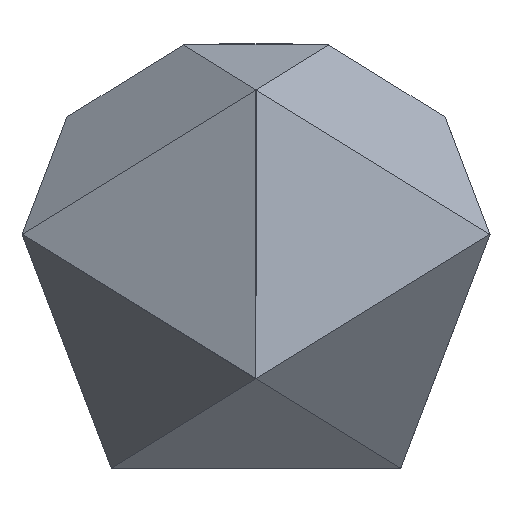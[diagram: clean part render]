
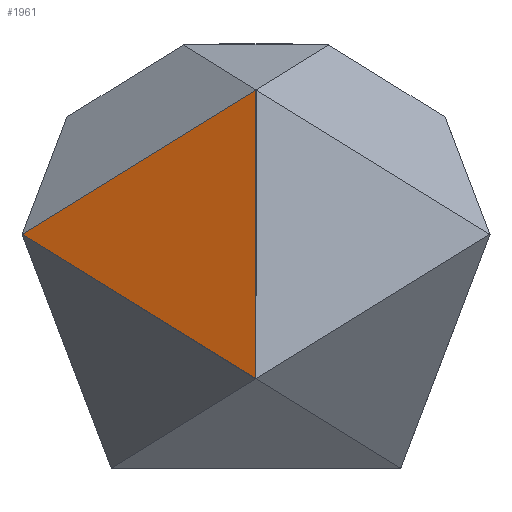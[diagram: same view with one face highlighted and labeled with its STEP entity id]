
A CAD part, left-side view. The second image highlights one B-rep face of the part: STEP entity #1961.
In plain terms, the highlighted planar face has unit normal (-0.934, 0.357, 0).
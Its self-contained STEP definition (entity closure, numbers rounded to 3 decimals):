
#134=FACE_OUTER_BOUND('',#253,.T.);
#253=EDGE_LOOP('',(#1471,#1472,#1473));
#402=LINE('',#2967,#635);
#419=LINE('',#2999,#652);
#422=LINE('',#3006,#655);
#635=VECTOR('',#2399,10.);
#652=VECTOR('',#2428,10.);
#655=VECTOR('',#2439,10.);
#857=VERTEX_POINT('',#2964);
#858=VERTEX_POINT('',#2966);
#867=VERTEX_POINT('',#2997);
#1067=EDGE_CURVE('',#857,#858,#402,.T.);
#1084=EDGE_CURVE('',#867,#857,#419,.T.);
#1087=EDGE_CURVE('',#858,#867,#422,.T.);
#1471=ORIENTED_EDGE('',*,*,#1067,.F.);
#1472=ORIENTED_EDGE('',*,*,#1084,.F.);
#1473=ORIENTED_EDGE('',*,*,#1087,.F.);
#1853=PLANE('',#2119);
#1961=ADVANCED_FACE('',(#134),#1853,.F.);
#2119=AXIS2_PLACEMENT_3D('',#3005,#2437,#2438);
#2399=DIRECTION('',(0.,0.,-1.));
#2428=DIRECTION('',(-0.309,-0.809,0.5));
#2437=DIRECTION('center_axis',(0.934,-0.357,0.));
#2438=DIRECTION('ref_axis',(0.354,0.926,-0.135));
#2439=DIRECTION('',(0.309,0.809,0.5));
#2964=CARTESIAN_POINT('',(-16.18,0.,10.));
#2966=CARTESIAN_POINT('',(-16.18,0.,-10.));
#2967=CARTESIAN_POINT('',(-16.18,0.,10.));
#2997=CARTESIAN_POINT('',(-10.,16.181,0.));
#2999=CARTESIAN_POINT('',(-10.,16.181,0.));
#3005=CARTESIAN_POINT('Origin',(-14.12,5.394,0.));
#3006=CARTESIAN_POINT('',(-16.18,0.,-10.));
